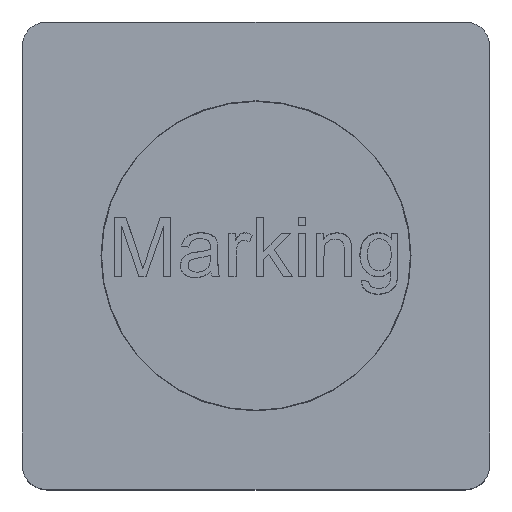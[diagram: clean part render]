
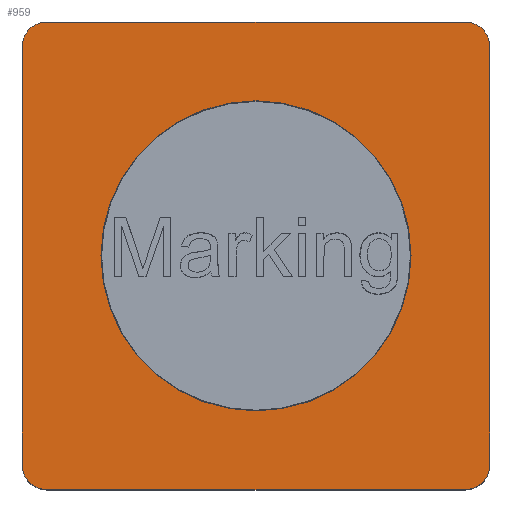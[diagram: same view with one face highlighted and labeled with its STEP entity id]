
A CAD part, top view. The second image highlights one B-rep face of the part: STEP entity #959.
In plain terms, the highlighted planar face has unit normal (0, 0, 1).
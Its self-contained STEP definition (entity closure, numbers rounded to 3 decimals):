
#588 = VERTEX_POINT('',#589);
#589 = CARTESIAN_POINT('',(-1.9,-1.7,1.7));
#595 = EDGE_CURVE('',#596,#588,#598,.T.);
#596 = VERTEX_POINT('',#597);
#597 = CARTESIAN_POINT('',(-1.9,1.7,1.7));
#598 = LINE('',#599,#600);
#599 = CARTESIAN_POINT('',(-1.9,1.9,1.7));
#600 = VECTOR('',#601,1.);
#601 = DIRECTION('',(0.,-1.,0.));
#619 = EDGE_CURVE('',#620,#596,#622,.T.);
#620 = VERTEX_POINT('',#621);
#621 = CARTESIAN_POINT('',(-1.7,1.9,1.7));
#622 = CIRCLE('',#623,0.2);
#623 = AXIS2_PLACEMENT_3D('',#624,#625,#626);
#624 = CARTESIAN_POINT('',(-1.7,1.7,1.7));
#625 = DIRECTION('',(0.,0.,1.));
#626 = DIRECTION('',(0.,1.,0.));
#642 = EDGE_CURVE('',#643,#620,#645,.T.);
#643 = VERTEX_POINT('',#644);
#644 = CARTESIAN_POINT('',(1.7,1.9,1.7));
#645 = LINE('',#646,#647);
#646 = CARTESIAN_POINT('',(1.9,1.9,1.7));
#647 = VECTOR('',#648,1.);
#648 = DIRECTION('',(-1.,0.,0.));
#668 = EDGE_CURVE('',#669,#643,#671,.T.);
#669 = VERTEX_POINT('',#670);
#670 = CARTESIAN_POINT('',(1.9,1.7,1.7));
#671 = CIRCLE('',#672,0.2);
#672 = AXIS2_PLACEMENT_3D('',#673,#674,#675);
#673 = CARTESIAN_POINT('',(1.7,1.7,1.7));
#674 = DIRECTION('',(0.,0.,1.));
#675 = DIRECTION('',(0.,1.,0.));
#709 = EDGE_CURVE('',#710,#669,#712,.T.);
#710 = VERTEX_POINT('',#711);
#711 = CARTESIAN_POINT('',(1.9,-1.7,1.7));
#712 = LINE('',#713,#714);
#713 = CARTESIAN_POINT('',(1.9,-1.9,1.7));
#714 = VECTOR('',#715,1.);
#715 = DIRECTION('',(0.,1.,0.));
#758 = VERTEX_POINT('',#759);
#759 = CARTESIAN_POINT('',(0.,1.26,1.7));
#764 = EDGE_CURVE('',#758,#765,#767,.T.);
#765 = VERTEX_POINT('',#766);
#766 = CARTESIAN_POINT('',(-1.26,0.,1.7));
#767 = CIRCLE('',#768,1.26);
#768 = AXIS2_PLACEMENT_3D('',#769,#770,#771);
#769 = CARTESIAN_POINT('',(0.,0.,1.7)
  );
#770 = DIRECTION('',(0.,0.,-1.));
#771 = DIRECTION('',(-1.,0.,0.));
#773 = EDGE_CURVE('',#765,#758,#774,.T.);
#774 = CIRCLE('',#775,1.26);
#775 = AXIS2_PLACEMENT_3D('',#776,#777,#778);
#776 = CARTESIAN_POINT('',(0.,0.,1.7)
  );
#777 = DIRECTION('',(0.,0.,-1.));
#778 = DIRECTION('',(-1.,0.,0.));
#959 = ADVANCED_FACE('',(#960,#964),#995,.T.);
#960 = FACE_BOUND('',#961,.T.);
#961 = EDGE_LOOP('',(#962,#963));
#962 = ORIENTED_EDGE('',*,*,#773,.T.);
#963 = ORIENTED_EDGE('',*,*,#764,.T.);
#964 = FACE_BOUND('',#965,.T.);
#965 = EDGE_LOOP('',(#966,#967,#968,#969,#970,#971,#980,#988));
#966 = ORIENTED_EDGE('',*,*,#709,.T.);
#967 = ORIENTED_EDGE('',*,*,#668,.T.);
#968 = ORIENTED_EDGE('',*,*,#642,.T.);
#969 = ORIENTED_EDGE('',*,*,#619,.T.);
#970 = ORIENTED_EDGE('',*,*,#595,.T.);
#971 = ORIENTED_EDGE('',*,*,#972,.T.);
#972 = EDGE_CURVE('',#588,#973,#975,.T.);
#973 = VERTEX_POINT('',#974);
#974 = CARTESIAN_POINT('',(-1.7,-1.9,1.7));
#975 = CIRCLE('',#976,0.2);
#976 = AXIS2_PLACEMENT_3D('',#977,#978,#979);
#977 = CARTESIAN_POINT('',(-1.7,-1.7,1.7));
#978 = DIRECTION('',(0.,0.,1.));
#979 = DIRECTION('',(0.,1.,0.));
#980 = ORIENTED_EDGE('',*,*,#981,.T.);
#981 = EDGE_CURVE('',#973,#982,#984,.T.);
#982 = VERTEX_POINT('',#983);
#983 = CARTESIAN_POINT('',(1.7,-1.9,1.7));
#984 = LINE('',#985,#986);
#985 = CARTESIAN_POINT('',(-1.9,-1.9,1.7));
#986 = VECTOR('',#987,1.);
#987 = DIRECTION('',(1.,0.,0.));
#988 = ORIENTED_EDGE('',*,*,#989,.T.);
#989 = EDGE_CURVE('',#982,#710,#990,.T.);
#990 = CIRCLE('',#991,0.2);
#991 = AXIS2_PLACEMENT_3D('',#992,#993,#994);
#992 = CARTESIAN_POINT('',(1.7,-1.7,1.7));
#993 = DIRECTION('',(0.,0.,1.));
#994 = DIRECTION('',(0.,1.,0.));
#995 = PLANE('',#996);
#996 = AXIS2_PLACEMENT_3D('',#997,#998,#999);
#997 = CARTESIAN_POINT('',(1.9,-1.9,1.7));
#998 = DIRECTION('',(0.,0.,1.));
#999 = DIRECTION('',(0.,1.,0.));
